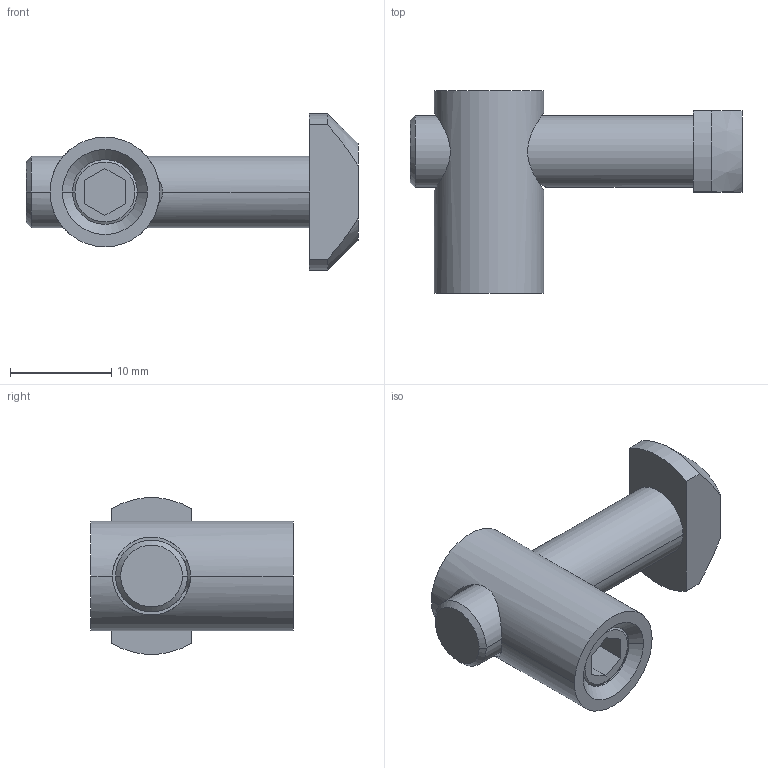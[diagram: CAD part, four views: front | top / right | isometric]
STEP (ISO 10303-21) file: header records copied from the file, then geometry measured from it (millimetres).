
FILE_DESCRIPTION(('STEP AP214'),'1');
FILE_NAME('cctmp_6AD129DA-68D7-4BA4-840C-9618D42D8734_2020_1_13_17_9_11_946..stp','2020-01-13T16:09:12',('Bosch Rexroth AG'),('CADClick - www.CADClick.com'),'Spatial InterOp 3D',' ','unknown authorization - (Healing Option Enabled)');
FILE_SCHEMA(('AUTOMOTIVE_DESIGN'));
Length unit declared in the file: millimetre
Products named in the file (1): 1
Bounding box: 32.8 x 20 x 15.45 mm (x, y, z)
Volume: 2789.6 mm3; surface area: 2146.8 mm2
Topology: 2 solids, 2 shells, 40 faces, 96 edges, 59 vertices
Faces by surface type: plane 16, cylinder 12, cone 12
Entity records: 1859 total; most frequent: CARTESIAN_POINT 586, DIRECTION 194, ORIENTED_EDGE 188, EDGE_CURVE 94, AXIS2_PLACEMENT_3D 72, VERTEX_POINT 59, LINE 50, VECTOR 50
